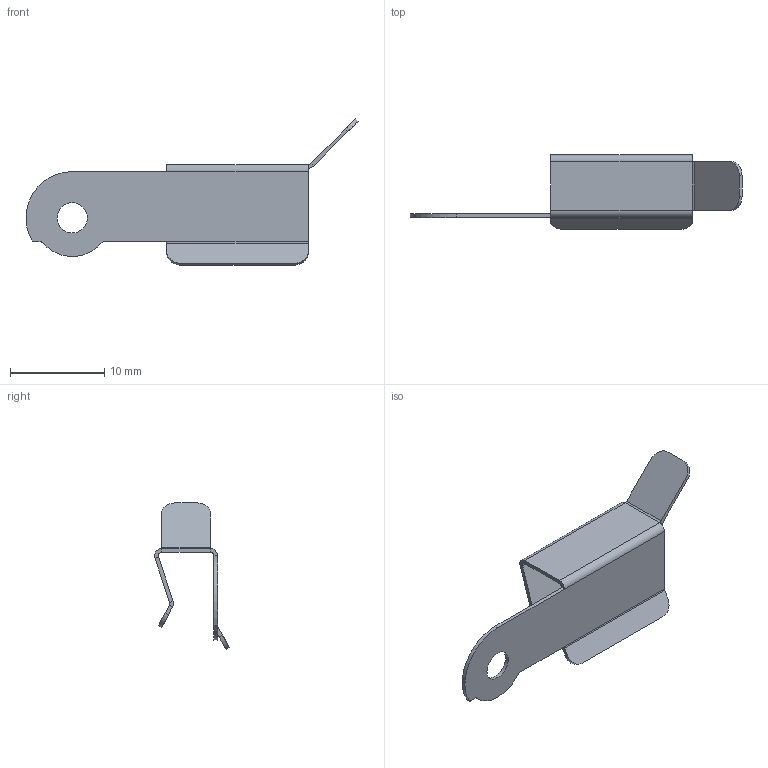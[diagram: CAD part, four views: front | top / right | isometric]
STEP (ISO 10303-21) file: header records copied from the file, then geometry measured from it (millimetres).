
FILE_DESCRIPTION (( 'STEP AP203' ), '1' );
FILE_NAME ('1987-C.STEP', '2017-03-03T13:18:31', ( '' ), ( '' ), 'SwSTEP 2.0', 'SolidWorks 2016', '' );
FILE_SCHEMA (( 'CONFIG_CONTROL_DESIGN' ));
Length unit declared in the file: millimetre
Products named in the file (1): 1987-C
Bounding box: 35.16 x 7.91 x 15.48 mm (x, y, z)
Volume: 205.9 mm3; surface area: 1080.9 mm2
Topology: 1 solids, 1 shells, 61 faces, 137 edges, 78 vertices
Faces by surface type: plane 38, cylinder 23
Entity records: 1738 total; most frequent: DIRECTION 307, CARTESIAN_POINT 277, ORIENTED_EDGE 274, EDGE_CURVE 137, AXIS2_PLACEMENT_3D 108, VECTOR 91, LINE 91, VERTEX_POINT 78
